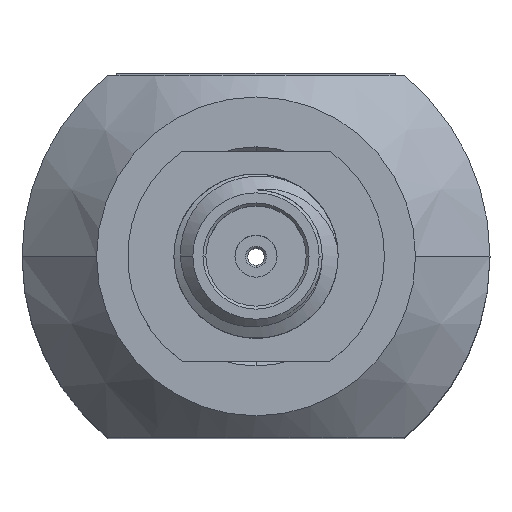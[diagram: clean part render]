
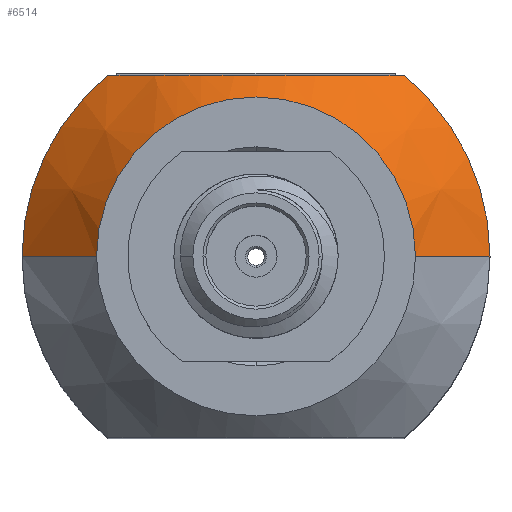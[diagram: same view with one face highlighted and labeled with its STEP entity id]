
A CAD part, top view. The second image highlights one B-rep face of the part: STEP entity #6514.
In plain terms, the highlighted conical face has half-angle 45 degrees and reference radius 3.786 mm.
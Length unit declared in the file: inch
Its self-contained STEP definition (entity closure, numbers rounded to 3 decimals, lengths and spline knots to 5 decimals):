
#105 = LINE ( 'NONE', #6793, #8235 ) ;
#461 = DIRECTION ( 'NONE',  ( -1., 0., 0. ) ) ;
#517 = CARTESIAN_POINT ( 'NONE',  ( -0.07306, 0.16929, 0.28728 ) ) ;
#600 = CARTESIAN_POINT ( 'NONE',  ( 0.01167, 0.16929, 0.30237 ) ) ;
#742 = DIRECTION ( 'NONE',  ( 0., 0., -1. ) ) ;
#778 = CARTESIAN_POINT ( 'NONE',  ( 0.07275, 0.16929, 0.2874 ) ) ;
#863 = CARTESIAN_POINT ( 'NONE',  ( 0.07212, 0.16929, 0.28765 ) ) ;
#890 = EDGE_CURVE ( 'NONE', #15714, #2213, #12911, .T. ) ;
#1290 = CARTESIAN_POINT ( 'NONE',  ( 0., 0., 0.3226 ) ) ;
#1762 = CARTESIAN_POINT ( 'NONE',  ( -0.07487, 0.16929, 0.28656 ) ) ;
#1848 = CARTESIAN_POINT ( 'NONE',  ( -0.07392, 0.16929, 0.28694 ) ) ;
#2135 = CARTESIAN_POINT ( 'NONE',  ( -0.13854, 0.16929, 0.25291 ) ) ;
#2206 = CARTESIAN_POINT ( 'NONE',  ( -0.07329, 0.16929, 0.28719 ) ) ;
#2213 = VERTEX_POINT ( 'NONE', #11332 ) ;
#2369 = ORIENTED_EDGE ( 'NONE', *, *, #14773, .F. ) ;
#2425 = DIRECTION ( 'NONE',  ( -0.707, 0., -0.707 ) ) ;
#2629 = DIRECTION ( 'NONE',  ( -1., 0., 0. ) ) ;
#3047 = FACE_OUTER_BOUND ( 'NONE', #3941, .T. ) ;
#3100 = CARTESIAN_POINT ( 'NONE',  ( -0.10945, 0.16929, 0.27043 ) ) ;
#3288 = CARTESIAN_POINT ( 'NONE',  ( -0.04742, 0.16929, 0.2974 ) ) ;
#3414 = DIRECTION ( 'NONE',  ( 1., 0., 0. ) ) ;
#3542 = CARTESIAN_POINT ( 'NONE',  ( 0.09291, 0.16929, 0.27943 ) ) ;
#3704 = DIRECTION ( 'NONE',  ( 0.707, 0., -0.707 ) ) ;
#3941 = EDGE_LOOP ( 'NONE', ( #15103, #9330, #7331, #13429, #2369, #16691 ) ) ;
#4666 = CARTESIAN_POINT ( 'NONE',  ( 0., 0., 0.25291 ) ) ;
#4706 = CARTESIAN_POINT ( 'NONE',  ( 0.02949, 0.16929, 0.30049 ) ) ;
#6131 = CONICAL_SURFACE ( 'NONE', #10683, 0.14906, 0.785 ) ;
#6315 = CARTESIAN_POINT ( 'NONE',  ( 0.11478, 0.16929, 0.26796 ) ) ;
#6396 = AXIS2_PLACEMENT_3D ( 'NONE', #16377, #10745, #2629 ) ;
#6514 = ADVANCED_FACE ( 'NONE', ( #3047 ), #6131, .T. ) ;
#6705 = VECTOR ( 'NONE', #3704, 39.37008 ) ;
#6793 = CARTESIAN_POINT ( 'NONE',  ( -0.14906, 0., 0.3226 ) ) ;
#7331 = ORIENTED_EDGE ( 'NONE', *, *, #13423, .F. ) ;
#7466 = CARTESIAN_POINT ( 'NONE',  ( 0.14906, 0., 0.3226 ) ) ;
#7657 = CARTESIAN_POINT ( 'NONE',  ( 0.06738, 0.16929, 0.28946 ) ) ;
#7680 = VERTEX_POINT ( 'NONE', #8506 ) ;
#7993 = CARTESIAN_POINT ( 'NONE',  ( -0.21875, 0., 0.25291 ) ) ;
#8077 = DIRECTION ( 'NONE',  ( 0., 0., 1. ) ) ;
#8235 = VECTOR ( 'NONE', #2425, 39.37008 ) ;
#8445 = EDGE_CURVE ( 'NONE', #15714, #9172, #15599, .T. ) ;
#8506 = CARTESIAN_POINT ( 'NONE',  ( 0.13854, 0.16929, 0.25291 ) ) ;
#8543 = CARTESIAN_POINT ( 'NONE',  ( -0.09065, 0.16929, 0.27972 ) ) ;
#8897 = CARTESIAN_POINT ( 'NONE',  ( 0.07014, 0.16929, 0.28842 ) ) ;
#8988 = CARTESIAN_POINT ( 'NONE',  ( 0.13854, 0.16929, 0.25291 ) ) ;
#9172 = VERTEX_POINT ( 'NONE', #16161 ) ;
#9330 = ORIENTED_EDGE ( 'NONE', *, *, #890, .T. ) ;
#9885 = CARTESIAN_POINT ( 'NONE',  ( -0.13854, 0.16929, 0.25291 ) ) ;
#9976 = B_SPLINE_CURVE_WITH_KNOTS ( 'NONE', 3,
 ( #9885, #13723, #3100, #8543, #16504, #13985, #1762, #1848, #2206, #517, #3288, #12833, #600, #4706, #15775, #15605, #7657, #8897, #17037, #863, #13099, #778, #3542, #6315, #8988 ),
 .UNSPECIFIED., .F., .F.,
 ( 4, 1, 1, 1, 1, 1, 2, 2, 2, 1, 1, 1, 1, 1, 1, 2, 2, 4 ),
 ( 0., 0.125, 0.1875, 0.21875, 0.23438, 0.24219, 0.24609, 0.25, 0.5, 0.625, 0.6875, 0.71875, 0.73437, 0.74219, 0.74609, 0.74805, 0.75, 1. ),
 .UNSPECIFIED. ) ;
#10036 = CIRCLE ( 'NONE', #14008, 0.21875 ) ;
#10173 = VERTEX_POINT ( 'NONE', #7993 ) ;
#10186 = CARTESIAN_POINT ( 'NONE',  ( 0., 0., 0.3226 ) ) ;
#10432 = EDGE_CURVE ( 'NONE', #9172, #10173, #105, .T. ) ;
#10646 = VERTEX_POINT ( 'NONE', #2135 ) ;
#10683 = AXIS2_PLACEMENT_3D ( 'NONE', #10186, #13922, #461 ) ;
#10745 = DIRECTION ( 'NONE',  ( 0., 0., -1. ) ) ;
#10915 = EDGE_CURVE ( 'NONE', #10646, #7680, #9976, .T. ) ;
#11332 = CARTESIAN_POINT ( 'NONE',  ( 0.21875, 0., 0.25291 ) ) ;
#11529 = CIRCLE ( 'NONE', #6396, 0.21875 ) ;
#12833 = CARTESIAN_POINT ( 'NONE',  ( -0.02319, 0.16929, 0.30238 ) ) ;
#12911 = LINE ( 'NONE', #7466, #6705 ) ;
#13019 = DIRECTION ( 'NONE',  ( 1., 0., 0. ) ) ;
#13099 = CARTESIAN_POINT ( 'NONE',  ( 0.07251, 0.16929, 0.2875 ) ) ;
#13423 = EDGE_CURVE ( 'NONE', #7680, #2213, #11529, .T. ) ;
#13429 = ORIENTED_EDGE ( 'NONE', *, *, #10915, .F. ) ;
#13723 = CARTESIAN_POINT ( 'NONE',  ( -0.12662, 0.16929, 0.26046 ) ) ;
#13922 = DIRECTION ( 'NONE',  ( 0., 0., -1. ) ) ;
#13985 = CARTESIAN_POINT ( 'NONE',  ( -0.07708, 0.16929, 0.28565 ) ) ;
#14008 = AXIS2_PLACEMENT_3D ( 'NONE', #4666, #742, #3414 ) ;
#14773 = EDGE_CURVE ( 'NONE', #10173, #10646, #10036, .T. ) ;
#15103 = ORIENTED_EDGE ( 'NONE', *, *, #8445, .F. ) ;
#15599 = CIRCLE ( 'NONE', #16458, 0.14906 ) ;
#15605 = CARTESIAN_POINT ( 'NONE',  ( 0.06188, 0.16929, 0.29145 ) ) ;
#15714 = VERTEX_POINT ( 'NONE', #16817 ) ;
#15775 = CARTESIAN_POINT ( 'NONE',  ( 0.05097, 0.16929, 0.29501 ) ) ;
#16161 = CARTESIAN_POINT ( 'NONE',  ( -0.14906, 0., 0.3226 ) ) ;
#16377 = CARTESIAN_POINT ( 'NONE',  ( 0., 0., 0.25291 ) ) ;
#16458 = AXIS2_PLACEMENT_3D ( 'NONE', #1290, #8077, #13019 ) ;
#16504 = CARTESIAN_POINT ( 'NONE',  ( -0.08155, 0.16929, 0.28377 ) ) ;
#16691 = ORIENTED_EDGE ( 'NONE', *, *, #10432, .F. ) ;
#16817 = CARTESIAN_POINT ( 'NONE',  ( 0.14906, 0., 0.3226 ) ) ;
#17037 = CARTESIAN_POINT ( 'NONE',  ( 0.07153, 0.16929, 0.28788 ) ) ;
